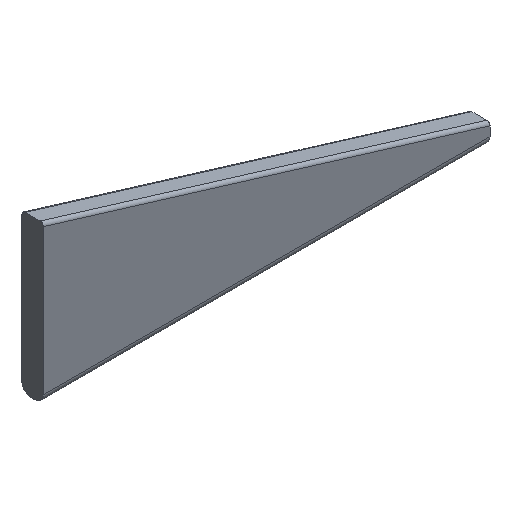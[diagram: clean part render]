
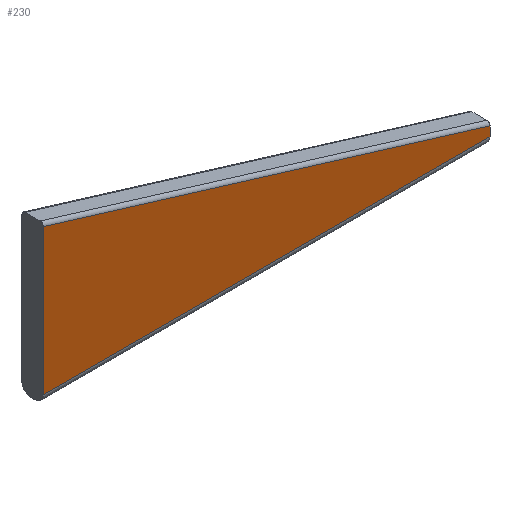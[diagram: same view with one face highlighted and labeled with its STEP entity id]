
A CAD part, isometric view. The second image highlights one B-rep face of the part: STEP entity #230.
In plain terms, the highlighted planar face has unit normal (0, -1, 0).
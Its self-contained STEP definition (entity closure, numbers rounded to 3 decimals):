
#84=ORIENTED_EDGE('',*,*,#132,.F.);
#85=ORIENTED_EDGE('',*,*,#133,.T.);
#86=ORIENTED_EDGE('',*,*,#134,.T.);
#87=ORIENTED_EDGE('',*,*,#135,.T.);
#132=EDGE_CURVE('',#156,#157,#172,.T.);
#133=EDGE_CURVE('',#156,#158,#173,.T.);
#134=EDGE_CURVE('',#158,#159,#174,.T.);
#135=EDGE_CURVE('',#159,#157,#175,.F.);
#156=VERTEX_POINT('',#376);
#157=VERTEX_POINT('',#377);
#158=VERTEX_POINT('',#379);
#159=VERTEX_POINT('',#381);
#172=LINE('',#375,#188);
#173=LINE('',#378,#189);
#174=LINE('',#380,#190);
#175=LINE('',#382,#191);
#188=VECTOR('',#291,1000.);
#189=VECTOR('',#292,1000.);
#190=VECTOR('',#293,1000.);
#191=VECTOR('',#294,1000.);
#204=EDGE_LOOP('',(#84,#85,#86,#87));
#214=FACE_BOUND('',#204,.T.);
#224=PLANE('',#253);
#230=ADVANCED_FACE('',(#214),#224,.F.);
#253=AXIS2_PLACEMENT_3D('',#374,#289,#290);
#289=DIRECTION('',(0.,1.,0.));
#290=DIRECTION('',(0.,0.,1.));
#291=DIRECTION('',(0.,0.,-1.));
#292=DIRECTION('',(-0.957,0.,0.292));
#293=DIRECTION('',(0.,0.,-1.));
#294=DIRECTION('',(-1.,0.,0.));
#374=CARTESIAN_POINT('',(105.,0.,40.));
#375=CARTESIAN_POINT('',(105.,0.,40.));
#376=CARTESIAN_POINT('',(105.,0.,4.216));
#377=CARTESIAN_POINT('',(105.,0.,2.));
#378=CARTESIAN_POINT('',(95.021,0.,7.257));
#379=CARTESIAN_POINT('',(0.,0.,36.216));
#380=CARTESIAN_POINT('',(0.,0.,40.));
#381=CARTESIAN_POINT('',(0.,0.,2.));
#382=CARTESIAN_POINT('',(105.,0.,2.));
